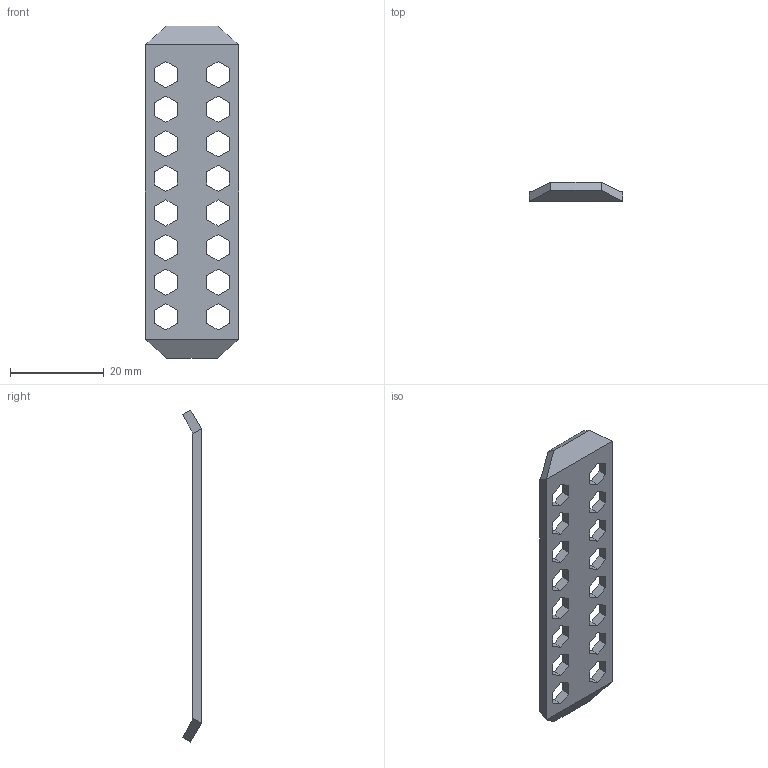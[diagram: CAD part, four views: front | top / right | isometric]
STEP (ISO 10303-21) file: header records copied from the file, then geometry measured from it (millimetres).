
FILE_DESCRIPTION(/* description */ (''),/* implementation_level */ '2;1');
FILE_NAME(/* name */ 'HexFlipperRigid.ipt.step',/* time_stamp */ '2024-02-28T22:18:36-06:00',/* author */ ('smz3rm'),/* organization */ (''),/* preprocessor_version */ 'ST-DEVELOPER v18',/* originating_system */ 'Autodesk Inventor 2020',/* authorisation */ '');
FILE_SCHEMA (('AUTOMOTIVE_DESIGN { 1 0 10303 214 3 1 1 }'));
Length unit declared in the file: millimetre
Products named in the file (1): HexFlipperRigid
Bounding box: 20 x 4.04 x 71.01 mm (x, y, z)
Volume: 2109.7 mm3; surface area: 2990.5 mm2
Topology: 1 solids, 1 shells, 110 faces, 320 edges, 212 vertices
Faces by surface type: plane 110
Entity records: 3657 total; most frequent: CARTESIAN_POINT 643, ORIENTED_EDGE 640, DIRECTION 542, LINE 320, VECTOR 320, EDGE_CURVE 320, VERTEX_POINT 212, EDGE_LOOP 142
